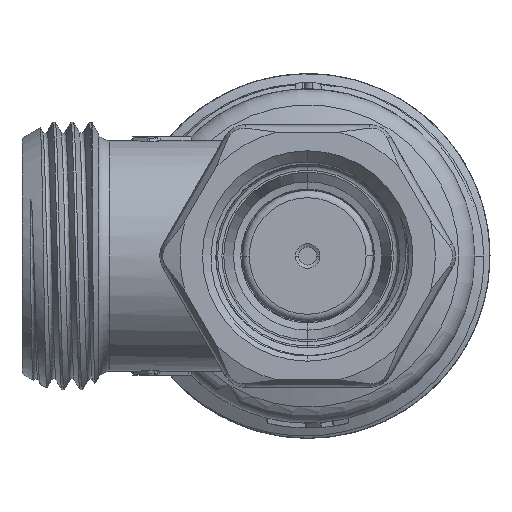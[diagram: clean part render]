
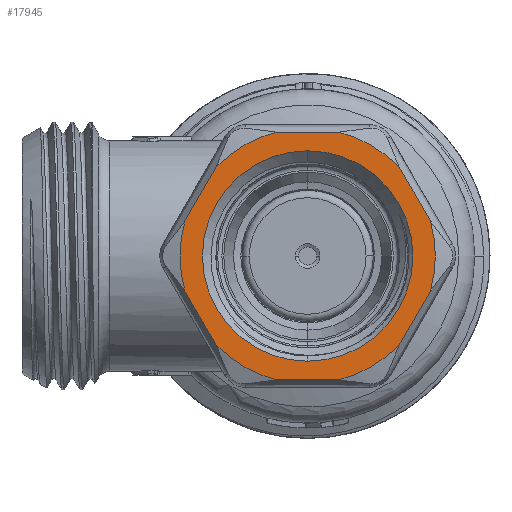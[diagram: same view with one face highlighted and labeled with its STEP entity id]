
A CAD part, front view. The second image highlights one B-rep face of the part: STEP entity #17945.
In plain terms, the highlighted planar face has unit normal (0, -1, 0).
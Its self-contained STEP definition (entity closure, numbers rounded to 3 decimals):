
#8=CARTESIAN_POINT('',(7.545,-20.9,7.302));
#15=CARTESIAN_POINT('',(0.,-20.9,0.));
#16=DIRECTION('',(0.,-1.,0.));
#17=DIRECTION('',(-0.962,0.,0.275));
#18=AXIS2_PLACEMENT_3D('',#15,#16,#17);
#20=CARTESIAN_POINT('',(-7.545,-20.9,7.302));
#21=CARTESIAN_POINT('',(-7.834,-20.9,6.807));
#22=CARTESIAN_POINT('',(-8.408,-20.9,5.821));
#23=CARTESIAN_POINT('',(-9.245,-20.9,4.371));
#24=CARTESIAN_POINT('',(-9.812,-20.9,3.381));
#25=CARTESIAN_POINT('',(-10.096,-20.9,2.883));
#27=CARTESIAN_POINT('',(0.,-20.9,0.));
#28=DIRECTION('',(0.,-1.,0.));
#29=DIRECTION('',(-0.243,0.,0.97));
#30=AXIS2_PLACEMENT_3D('',#27,#28,#29);
#32=CARTESIAN_POINT('',(0.,-20.9,0.));
#33=DIRECTION('',(0.,-1.,0.));
#34=DIRECTION('',(0.719,0.,0.695));
#35=AXIS2_PLACEMENT_3D('',#32,#33,#34);
#37=CARTESIAN_POINT('',(10.096,-20.9,2.883));
#38=CARTESIAN_POINT('',(9.812,-20.9,3.381));
#39=CARTESIAN_POINT('',(9.245,-20.9,4.371));
#40=CARTESIAN_POINT('',(8.408,-20.9,5.821));
#41=CARTESIAN_POINT('',(7.834,-20.9,6.807));
#42=CARTESIAN_POINT('',(7.545,-20.9,7.302));
#44=CARTESIAN_POINT('',(0.,-20.9,0.));
#45=DIRECTION('',(0.,-1.,0.));
#46=DIRECTION('',(0.962,0.,-0.275));
#47=AXIS2_PLACEMENT_3D('',#44,#45,#46);
#49=CARTESIAN_POINT('',(7.545,-20.9,-7.302));
#50=CARTESIAN_POINT('',(7.834,-20.9,-6.807));
#51=CARTESIAN_POINT('',(8.408,-20.9,-5.821));
#52=CARTESIAN_POINT('',(9.245,-20.9,-4.371));
#53=CARTESIAN_POINT('',(9.812,-20.9,-3.381));
#54=CARTESIAN_POINT('',(10.096,-20.9,-2.883));
#56=CARTESIAN_POINT('',(0.,-20.9,0.));
#57=DIRECTION('',(0.,-1.,0.));
#58=DIRECTION('',(0.243,0.,-0.97));
#59=AXIS2_PLACEMENT_3D('',#56,#57,#58);
#61=CARTESIAN_POINT('',(0.,-20.9,0.));
#62=DIRECTION('',(0.,-1.,0.));
#63=DIRECTION('',(-0.719,0.,-0.695));
#64=AXIS2_PLACEMENT_3D('',#61,#62,#63);
#66=CARTESIAN_POINT('',(-10.096,-20.9,-2.883));
#67=CARTESIAN_POINT('',(-9.812,-20.9,-3.381));
#68=CARTESIAN_POINT('',(-9.245,-20.9,-4.371));
#69=CARTESIAN_POINT('',(-8.408,-20.9,-5.821));
#70=CARTESIAN_POINT('',(-7.834,-20.9,-6.807));
#71=CARTESIAN_POINT('',(-7.545,-20.9,-7.302));
#73=CARTESIAN_POINT('',(0.,-20.9,0.));
#74=DIRECTION('',(0.,1.,0.));
#75=DIRECTION('',(0.,0.,1.));
#76=AXIS2_PLACEMENT_3D('',#73,#74,#75);
#78=CARTESIAN_POINT('',(0.,-20.9,0.));
#79=DIRECTION('',(0.,1.,0.));
#80=DIRECTION('',(0.,0.,-1.));
#81=AXIS2_PLACEMENT_3D('',#78,#79,#80);
#95=CARTESIAN_POINT('',(-10.096,-20.9,-2.883));
#152=CARTESIAN_POINT('',(2.551,-20.9,-10.185));
#153=CARTESIAN_POINT('',(1.978,-20.9,-10.188));
#154=CARTESIAN_POINT('',(0.837,-20.9,
-10.192));
#155=CARTESIAN_POINT('',(-0.837,-20.9,
-10.192));
#156=CARTESIAN_POINT('',(-1.978,-20.9,
-10.188));
#157=CARTESIAN_POINT('',(-2.551,-20.9,
-10.185));
#249=CARTESIAN_POINT('',(-2.551,-20.9,10.185));
#250=CARTESIAN_POINT('',(-1.978,-20.9,10.188));
#251=CARTESIAN_POINT('',(-0.837,-20.9,
10.192));
#252=CARTESIAN_POINT('',(0.837,-20.9,10.192));
#253=CARTESIAN_POINT('',(1.978,-20.9,10.188));
#254=CARTESIAN_POINT('',(2.551,-20.9,10.185));
#16131=CARTESIAN_POINT('',(7.545,-20.9,-7.302));
#16145=CARTESIAN_POINT('',(-2.551,-20.9,
-10.185));
#16211=VERTEX_POINT('',#95);
#16212=CARTESIAN_POINT('',(-10.096,-20.9,
2.883));
#16213=VERTEX_POINT('',#16212);
#16222=VERTEX_POINT('',#16145);
#16223=CARTESIAN_POINT('',(-7.545,-20.9,
-7.302));
#16224=VERTEX_POINT('',#16223);
#16418=CARTESIAN_POINT('',(-2.551,-20.9,10.185));
#16419=CARTESIAN_POINT('',(-7.545,-20.9,
7.302));
#16420=VERTEX_POINT('',#16418);
#16421=VERTEX_POINT('',#16419);
#16513=VERTEX_POINT('',#16131);
#16514=CARTESIAN_POINT('',(2.551,-20.9,
-10.185));
#16515=VERTEX_POINT('',#16514);
#16554=VERTEX_POINT('',#8);
#16555=VERTEX_POINT('',#37);
#16718=CARTESIAN_POINT('',(10.096,-20.9,
-2.883));
#16719=VERTEX_POINT('',#16718);
#16739=VERTEX_POINT('',#254);
#17340=CARTESIAN_POINT('',(0.,-20.9,-8.658));
#17341=CARTESIAN_POINT('',(0.,-20.9,8.657));
#17342=VERTEX_POINT('',#17340);
#17343=VERTEX_POINT('',#17341);
#17909=CARTESIAN_POINT('',(10.5,-20.9,0.));
#17910=DIRECTION('',(0.,-1.,0.));
#17911=DIRECTION('',(0.,0.,1.));
#17912=AXIS2_PLACEMENT_3D('',#17909,#17910,#17911);
#17913=PLANE('',#17912);
#17915=ORIENTED_EDGE('',*,*,#17914,.F.);
#17917=ORIENTED_EDGE('',*,*,#17916,.F.);
#17919=ORIENTED_EDGE('',*,*,#17918,.F.);
#17921=ORIENTED_EDGE('',*,*,#17920,.T.);
#17922=ORIENTED_EDGE('',*,*,#17898,.F.);
#17924=ORIENTED_EDGE('',*,*,#17923,.F.);
#17926=ORIENTED_EDGE('',*,*,#17925,.F.);
#17928=ORIENTED_EDGE('',*,*,#17927,.F.);
#17930=ORIENTED_EDGE('',*,*,#17929,.F.);
#17932=ORIENTED_EDGE('',*,*,#17931,.T.);
#17934=ORIENTED_EDGE('',*,*,#17933,.F.);
#17936=ORIENTED_EDGE('',*,*,#17935,.F.);
#17937=EDGE_LOOP('',(#17915,#17917,#17919,#17921,#17922,#17924,#17926,#17928,
#17930,#17932,#17934,#17936));
#17938=FACE_OUTER_BOUND('',#17937,.F.);
#17940=ORIENTED_EDGE('',*,*,#17939,.F.);
#17942=ORIENTED_EDGE('',*,*,#17941,.F.);
#17943=EDGE_LOOP('',(#17940,#17942));
#17944=FACE_BOUND('',#17943,.F.);
#17945=ADVANCED_FACE('',(#17938,#17944),#17913,.T.);
#19=CIRCLE('',#18,10.5);
#26=B_SPLINE_CURVE_WITH_KNOTS('',3,(#20,#21,#22,#23,#24,#25),.UNSPECIFIED.,.F.,
.F.,(4,1,1,4),(0.,0.333,0.667,1.),.UNSPECIFIED.);
#31=CIRCLE('',#30,10.5);
#36=CIRCLE('',#35,10.5);
#43=B_SPLINE_CURVE_WITH_KNOTS('',3,(#37,#38,#39,#40,#41,#42),.UNSPECIFIED.,.F.,
.F.,(4,1,1,4),(0.,0.333,0.667,1.),.UNSPECIFIED.);
#48=CIRCLE('',#47,10.5);
#55=B_SPLINE_CURVE_WITH_KNOTS('',3,(#49,#50,#51,#52,#53,#54),.UNSPECIFIED.,.F.,
.F.,(4,1,1,4),(0.,0.333,0.667,1.),.UNSPECIFIED.);
#60=CIRCLE('',#59,10.5);
#65=CIRCLE('',#64,10.5);
#72=B_SPLINE_CURVE_WITH_KNOTS('',3,(#66,#67,#68,#69,#70,#71),.UNSPECIFIED.,.F.,
.F.,(4,1,1,4),(0.,0.333,0.667,1.),.UNSPECIFIED.);
#77=CIRCLE('',#76,8.658);
#82=CIRCLE('',#81,8.658);
#158=B_SPLINE_CURVE_WITH_KNOTS('',3,(#152,#153,#154,#155,#156,#157),
.UNSPECIFIED.,.F.,.F.,(4,1,1,4),(0.,0.333,0.667,1.),
.UNSPECIFIED.);
#255=B_SPLINE_CURVE_WITH_KNOTS('',3,(#249,#250,#251,#252,#253,#254),
.UNSPECIFIED.,.F.,.F.,(4,1,1,4),(0.,0.333,0.667,1.),
.UNSPECIFIED.);
#17898=EDGE_CURVE('',#16554,#16739,#36,.T.);
#17914=EDGE_CURVE('',#16213,#16211,#19,.T.);
#17916=EDGE_CURVE('',#16421,#16213,#26,.T.);
#17918=EDGE_CURVE('',#16420,#16421,#31,.T.);
#17920=EDGE_CURVE('',#16420,#16739,#255,.T.);
#17923=EDGE_CURVE('',#16555,#16554,#43,.T.);
#17925=EDGE_CURVE('',#16719,#16555,#48,.T.);
#17927=EDGE_CURVE('',#16513,#16719,#55,.T.);
#17929=EDGE_CURVE('',#16515,#16513,#60,.T.);
#17931=EDGE_CURVE('',#16515,#16222,#158,.T.);
#17933=EDGE_CURVE('',#16224,#16222,#65,.T.);
#17935=EDGE_CURVE('',#16211,#16224,#72,.T.);
#17939=EDGE_CURVE('',#17343,#17342,#77,.T.);
#17941=EDGE_CURVE('',#17342,#17343,#82,.T.);
